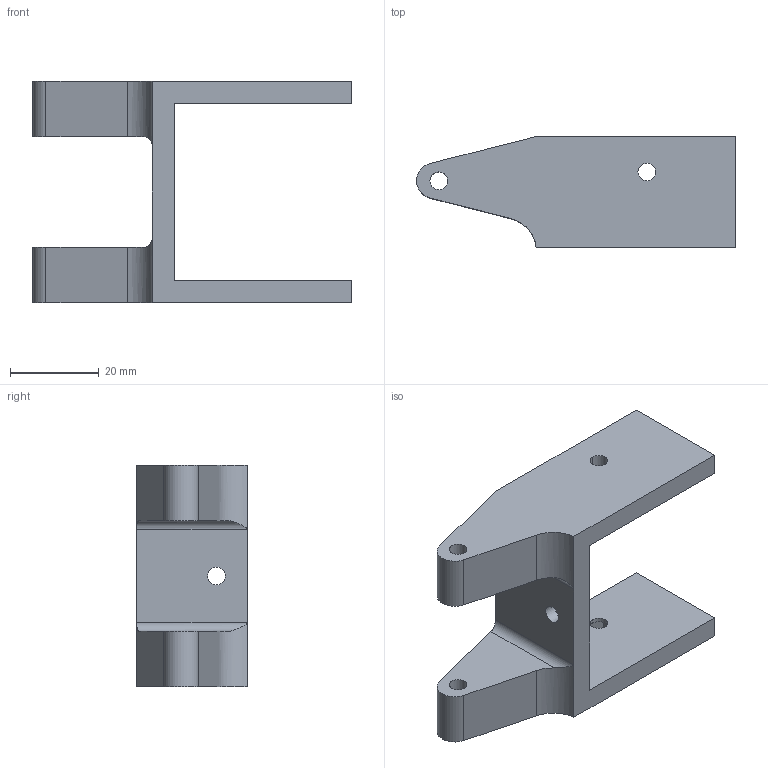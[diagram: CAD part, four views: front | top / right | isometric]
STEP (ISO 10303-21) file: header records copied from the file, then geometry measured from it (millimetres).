
FILE_DESCRIPTION(/* description */ (''),/* implementation_level */ '2;1');
FILE_NAME(/* name */ 'Knee Hook.step',/* time_stamp */ '2024-01-24T16:52:23-03:00',/* author */ (''),/* organization */ (''),/* preprocessor_version */ 'ST-DEVELOPER v20',/* originating_system */ 'Autodesk Translation Framework v12.14.0.127',/* authorisation */ '');
FILE_SCHEMA (('AUTOMOTIVE_DESIGN { 1 0 10303 214 3 1 1 }'));
Length unit declared in the file: millimetre
Products named in the file (1): Knee Hook
Bounding box: 72 x 25 x 50 mm (x, y, z)
Volume: 24579.3 mm3; surface area: 10821.6 mm2
Topology: 1 solids, 1 shells, 36 faces, 95 edges, 62 vertices
Faces by surface type: plane 23, cylinder 13
Full cylindrical faces by diameter (mm): 4 x3
Entity records: 1193 total; most frequent: CARTESIAN_POINT 220, DIRECTION 191, ORIENTED_EDGE 190, EDGE_CURVE 95, LINE 69, VECTOR 69, VERTEX_POINT 62, AXIS2_PLACEMENT_3D 61
